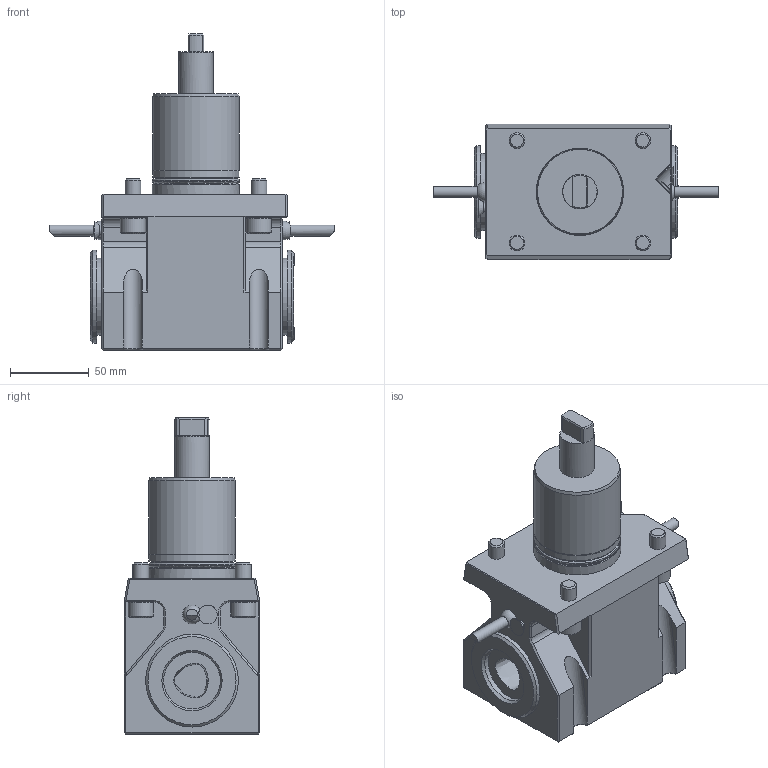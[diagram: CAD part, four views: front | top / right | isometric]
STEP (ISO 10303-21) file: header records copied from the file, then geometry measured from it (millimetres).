
FILE_DESCRIPTION(/* description */ (''),/* implementation_level */ '2;1');
FILE_NAME(/* name */ '1619174329142.stp',/* time_stamp */ '2021-04-23T12:38:54+02:00',/* author */ (''),/* organization */ ('SMS'),/* preprocessor_version */ 'ST-DEVELOPER v16.7',/* originating_system */ 'SIEMENS PLM Software NX 12.0',/* authorisation */ '');
FILE_SCHEMA (('AUTOMOTIVE_DESIGN { 1 0 10303 214 3 1 1 1 }'));
Length unit declared in the file: millimetre
Products named in the file (1): 203503595mod000_00
Bounding box: 181 x 86 x 201 mm (x, y, z)
Volume: 1070694.9 mm3; surface area: 91873 mm2
Topology: 1 solids, 1 shells, 226 faces, 556 edges, 364 vertices
Faces by surface type: plane 135, cylinder 47, cone 33, bspline 7, sphere 2, torus 2
Full cylindrical faces by diameter (mm): 2 x2, 6 x2, 7 x3, 8 x3, 10 x4, 16 x4, 22 x1, 36 x2, 49 x2, 50 x1, 55 x1, 55.3 x1, 55.4 x2, 59 x2
Entity records: 6842 total; most frequent: CARTESIAN_POINT 1814, DIRECTION 1003, ORIENTED_EDGE 950, EDGE_CURVE 475, AXIS2_PLACEMENT_3D 368, VERTEX_POINT 338, EDGE_LOOP 317, LINE 267
